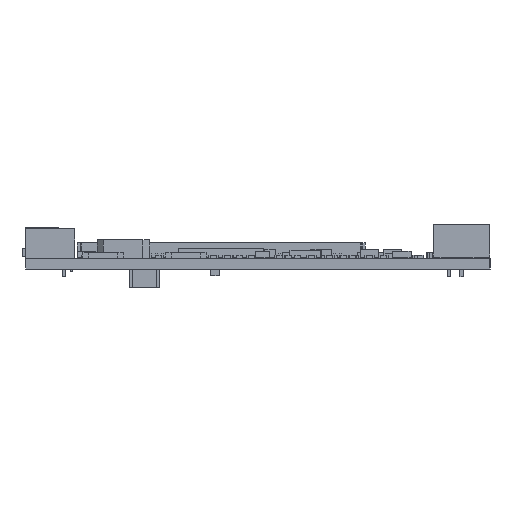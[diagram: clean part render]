
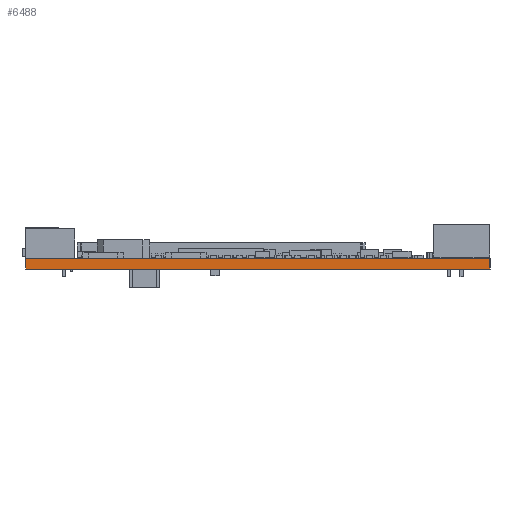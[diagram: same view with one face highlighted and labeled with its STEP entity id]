
A CAD part, left-side view. The second image highlights one B-rep face of the part: STEP entity #6488.
In plain terms, the highlighted planar face has unit normal (-1, 0, 0).
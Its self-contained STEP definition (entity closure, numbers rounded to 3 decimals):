
#695 = PLANE('',#696);
#696 = AXIS2_PLACEMENT_3D('',#697,#698,#699);
#697 = CARTESIAN_POINT('',(-50.,-37.9,0.));
#698 = DIRECTION('',(0.,1.,0.));
#699 = DIRECTION('',(1.,0.,0.));
#723 = PLANE('',#724);
#724 = AXIS2_PLACEMENT_3D('',#725,#726,#727);
#725 = CARTESIAN_POINT('',(-14.25,-37.9,1.763));
#726 = DIRECTION('',(0.,0.,1.));
#727 = DIRECTION('',(1.,0.,0.));
#777 = PLANE('',#778);
#778 = AXIS2_PLACEMENT_3D('',#779,#780,#781);
#779 = CARTESIAN_POINT('',(-14.25,-37.9,0.));
#780 = DIRECTION('',(0.,0.,1.));
#781 = DIRECTION('',(1.,0.,0.));
#6380 = PLANE('',#6381);
#6381 = AXIS2_PLACEMENT_3D('',#6382,#6383,#6384);
#6382 = CARTESIAN_POINT('',(-20.,37.9,0.));
#6383 = DIRECTION('',(0.,-1.,0.));
#6384 = DIRECTION('',(-1.,0.,0.));
#6418 = VERTEX_POINT('',#6419);
#6419 = CARTESIAN_POINT('',(-50.,37.9,1.763));
#6440 = EDGE_CURVE('',#6441,#6418,#6443,.T.);
#6441 = VERTEX_POINT('',#6442);
#6442 = CARTESIAN_POINT('',(-50.,37.9,0.));
#6443 = SURFACE_CURVE('',#6444,(#6448,#6455),.PCURVE_S1.);
#6444 = LINE('',#6445,#6446);
#6445 = CARTESIAN_POINT('',(-50.,37.9,0.));
#6446 = VECTOR('',#6447,1.);
#6447 = DIRECTION('',(0.,0.,1.));
#6448 = PCURVE('',#6380,#6449);
#6449 = DEFINITIONAL_REPRESENTATION('',(#6450),#6454);
#6450 = LINE('',#6451,#6452);
#6451 = CARTESIAN_POINT('',(30.,0.));
#6452 = VECTOR('',#6453,1.);
#6453 = DIRECTION('',(0.,-1.));
#6454 = ( GEOMETRIC_REPRESENTATION_CONTEXT(2) 
PARAMETRIC_REPRESENTATION_CONTEXT() REPRESENTATION_CONTEXT('2D SPACE',''
  ) );
#6455 = PCURVE('',#6456,#6461);
#6456 = PLANE('',#6457);
#6457 = AXIS2_PLACEMENT_3D('',#6458,#6459,#6460);
#6458 = CARTESIAN_POINT('',(-50.,37.9,0.));
#6459 = DIRECTION('',(1.,0.,0.));
#6460 = DIRECTION('',(0.,-1.,0.));
#6461 = DEFINITIONAL_REPRESENTATION('',(#6462),#6466);
#6462 = LINE('',#6463,#6464);
#6463 = CARTESIAN_POINT('',(0.,0.));
#6464 = VECTOR('',#6465,1.);
#6465 = DIRECTION('',(0.,-1.));
#6466 = ( GEOMETRIC_REPRESENTATION_CONTEXT(2) 
PARAMETRIC_REPRESENTATION_CONTEXT() REPRESENTATION_CONTEXT('2D SPACE',''
  ) );
#6488 = ADVANCED_FACE('',(#6489),#6456,.F.);
#6489 = FACE_BOUND('',#6490,.F.);
#6490 = EDGE_LOOP('',(#6491,#6492,#6515,#6538));
#6491 = ORIENTED_EDGE('',*,*,#6440,.T.);
#6492 = ORIENTED_EDGE('',*,*,#6493,.T.);
#6493 = EDGE_CURVE('',#6418,#6494,#6496,.T.);
#6494 = VERTEX_POINT('',#6495);
#6495 = CARTESIAN_POINT('',(-50.,-37.9,1.763));
#6496 = SURFACE_CURVE('',#6497,(#6501,#6508),.PCURVE_S1.);
#6497 = LINE('',#6498,#6499);
#6498 = CARTESIAN_POINT('',(-50.,37.9,1.763));
#6499 = VECTOR('',#6500,1.);
#6500 = DIRECTION('',(0.,-1.,0.));
#6501 = PCURVE('',#6456,#6502);
#6502 = DEFINITIONAL_REPRESENTATION('',(#6503),#6507);
#6503 = LINE('',#6504,#6505);
#6504 = CARTESIAN_POINT('',(0.,-1.763));
#6505 = VECTOR('',#6506,1.);
#6506 = DIRECTION('',(1.,0.));
#6507 = ( GEOMETRIC_REPRESENTATION_CONTEXT(2) 
PARAMETRIC_REPRESENTATION_CONTEXT() REPRESENTATION_CONTEXT('2D SPACE',''
  ) );
#6508 = PCURVE('',#723,#6509);
#6509 = DEFINITIONAL_REPRESENTATION('',(#6510),#6514);
#6510 = LINE('',#6511,#6512);
#6511 = CARTESIAN_POINT('',(-35.75,75.8));
#6512 = VECTOR('',#6513,1.);
#6513 = DIRECTION('',(0.,-1.));
#6514 = ( GEOMETRIC_REPRESENTATION_CONTEXT(2) 
PARAMETRIC_REPRESENTATION_CONTEXT() REPRESENTATION_CONTEXT('2D SPACE',''
  ) );
#6515 = ORIENTED_EDGE('',*,*,#6516,.F.);
#6516 = EDGE_CURVE('',#6517,#6494,#6519,.T.);
#6517 = VERTEX_POINT('',#6518);
#6518 = CARTESIAN_POINT('',(-50.,-37.9,0.));
#6519 = SURFACE_CURVE('',#6520,(#6524,#6531),.PCURVE_S1.);
#6520 = LINE('',#6521,#6522);
#6521 = CARTESIAN_POINT('',(-50.,-37.9,0.));
#6522 = VECTOR('',#6523,1.);
#6523 = DIRECTION('',(0.,0.,1.));
#6524 = PCURVE('',#6456,#6525);
#6525 = DEFINITIONAL_REPRESENTATION('',(#6526),#6530);
#6526 = LINE('',#6527,#6528);
#6527 = CARTESIAN_POINT('',(75.8,0.));
#6528 = VECTOR('',#6529,1.);
#6529 = DIRECTION('',(0.,-1.));
#6530 = ( GEOMETRIC_REPRESENTATION_CONTEXT(2) 
PARAMETRIC_REPRESENTATION_CONTEXT() REPRESENTATION_CONTEXT('2D SPACE',''
  ) );
#6531 = PCURVE('',#695,#6532);
#6532 = DEFINITIONAL_REPRESENTATION('',(#6533),#6537);
#6533 = LINE('',#6534,#6535);
#6534 = CARTESIAN_POINT('',(0.,0.));
#6535 = VECTOR('',#6536,1.);
#6536 = DIRECTION('',(0.,-1.));
#6537 = ( GEOMETRIC_REPRESENTATION_CONTEXT(2) 
PARAMETRIC_REPRESENTATION_CONTEXT() REPRESENTATION_CONTEXT('2D SPACE',''
  ) );
#6538 = ORIENTED_EDGE('',*,*,#6539,.F.);
#6539 = EDGE_CURVE('',#6441,#6517,#6540,.T.);
#6540 = SURFACE_CURVE('',#6541,(#6545,#6552),.PCURVE_S1.);
#6541 = LINE('',#6542,#6543);
#6542 = CARTESIAN_POINT('',(-50.,37.9,0.));
#6543 = VECTOR('',#6544,1.);
#6544 = DIRECTION('',(0.,-1.,0.));
#6545 = PCURVE('',#6456,#6546);
#6546 = DEFINITIONAL_REPRESENTATION('',(#6547),#6551);
#6547 = LINE('',#6548,#6549);
#6548 = CARTESIAN_POINT('',(0.,0.));
#6549 = VECTOR('',#6550,1.);
#6550 = DIRECTION('',(1.,0.));
#6551 = ( GEOMETRIC_REPRESENTATION_CONTEXT(2) 
PARAMETRIC_REPRESENTATION_CONTEXT() REPRESENTATION_CONTEXT('2D SPACE',''
  ) );
#6552 = PCURVE('',#777,#6553);
#6553 = DEFINITIONAL_REPRESENTATION('',(#6554),#6558);
#6554 = LINE('',#6555,#6556);
#6555 = CARTESIAN_POINT('',(-35.75,75.8));
#6556 = VECTOR('',#6557,1.);
#6557 = DIRECTION('',(0.,-1.));
#6558 = ( GEOMETRIC_REPRESENTATION_CONTEXT(2) 
PARAMETRIC_REPRESENTATION_CONTEXT() REPRESENTATION_CONTEXT('2D SPACE',''
  ) );
